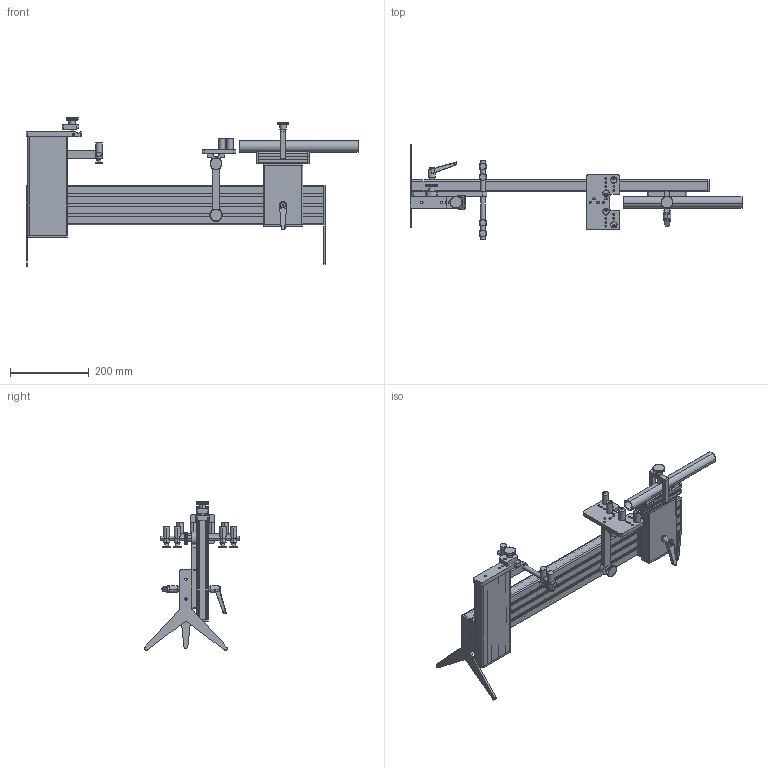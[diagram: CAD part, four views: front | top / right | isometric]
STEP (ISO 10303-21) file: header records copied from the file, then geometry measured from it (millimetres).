
FILE_DESCRIPTION(/* description */ (''),/* implementation_level */ '2;1');
FILE_NAME(/* name */ 'ForkFixture3D',/* time_stamp */ '2023-04-27T20:19:48+03:00',/* author */ (''),/* organization */ (''),/* preprocessor_version */ 'ST-DEVELOPER v16.5',/* originating_system */ 'Rhino 7.28',/* authorisation */ '');
FILE_SCHEMA (('CONFIG_CONTROL_DESIGN'));
Products named in the file (1): Document
Bounding box: 842 x 240.88 x 377 mm (x, y, z)
Volume: 2314034.4 mm3; surface area: 1367002 mm2
Topology: 41 solids, 41 shells, 3948 faces, 11422 edges, 7586 vertices
Faces by surface type: plane 2333, cylinder 1522, bspline 93
Entity records: 114745 total; most frequent: CARTESIAN_POINT 44997, ORIENTED_EDGE 22832, EDGE_CURVE 11416, VERTEX_POINT 7586, EDGE_LOOP 4200, ADVANCED_FACE 3948, FACE_OUTER_BOUND 3948, DIRECTION 3859
